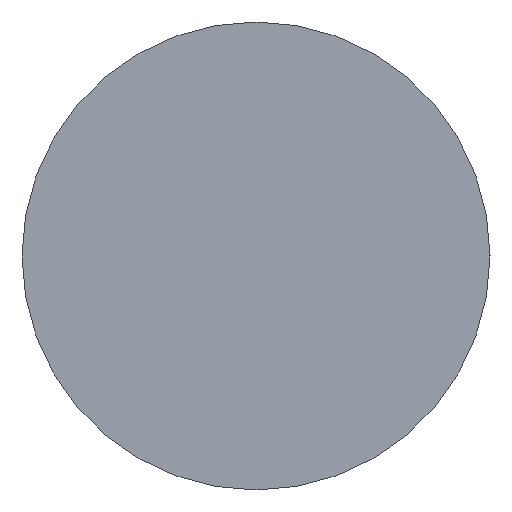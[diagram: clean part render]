
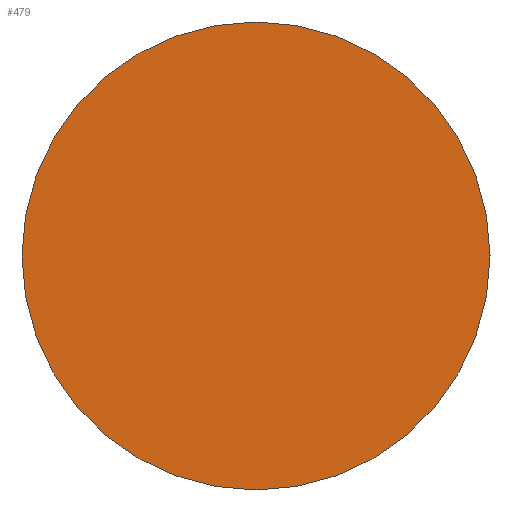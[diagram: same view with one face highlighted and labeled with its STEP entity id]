
A CAD part, left-side view. The second image highlights one B-rep face of the part: STEP entity #479.
In plain terms, the highlighted planar face has unit normal (-1, 0, 0).
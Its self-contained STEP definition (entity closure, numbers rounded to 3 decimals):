
#105 = EDGE_CURVE('',#106,#108,#110,.T.);
#106 = VERTEX_POINT('',#107);
#107 = CARTESIAN_POINT('',(-4.2,0.,
    0.));
#108 = VERTEX_POINT('',#109);
#109 = CARTESIAN_POINT('',(-4.2,0.,3.02));
#110 = CIRCLE('',#111,1.51);
#111 = AXIS2_PLACEMENT_3D('',#112,#113,#114);
#112 = CARTESIAN_POINT('',(-4.2,0.,1.51));
#113 = DIRECTION('',(1.,0.,0.));
#114 = DIRECTION('',(0.,0.,-1.));
#479 = ADVANCED_FACE('',(#480),#490,.F.);
#480 = FACE_BOUND('',#481,.T.);
#481 = EDGE_LOOP('',(#482,#483));
#482 = ORIENTED_EDGE('',*,*,#105,.F.);
#483 = ORIENTED_EDGE('',*,*,#484,.F.);
#484 = EDGE_CURVE('',#108,#106,#485,.T.);
#485 = CIRCLE('',#486,1.51);
#486 = AXIS2_PLACEMENT_3D('',#487,#488,#489);
#487 = CARTESIAN_POINT('',(-4.2,0.,1.51));
#488 = DIRECTION('',(1.,0.,0.));
#489 = DIRECTION('',(0.,0.,-1.));
#490 = PLANE('',#491);
#491 = AXIS2_PLACEMENT_3D('',#492,#493,#494);
#492 = CARTESIAN_POINT('',(-4.2,0.,1.51));
#493 = DIRECTION('',(1.,0.,0.));
#494 = DIRECTION('',(0.,0.,-1.));
